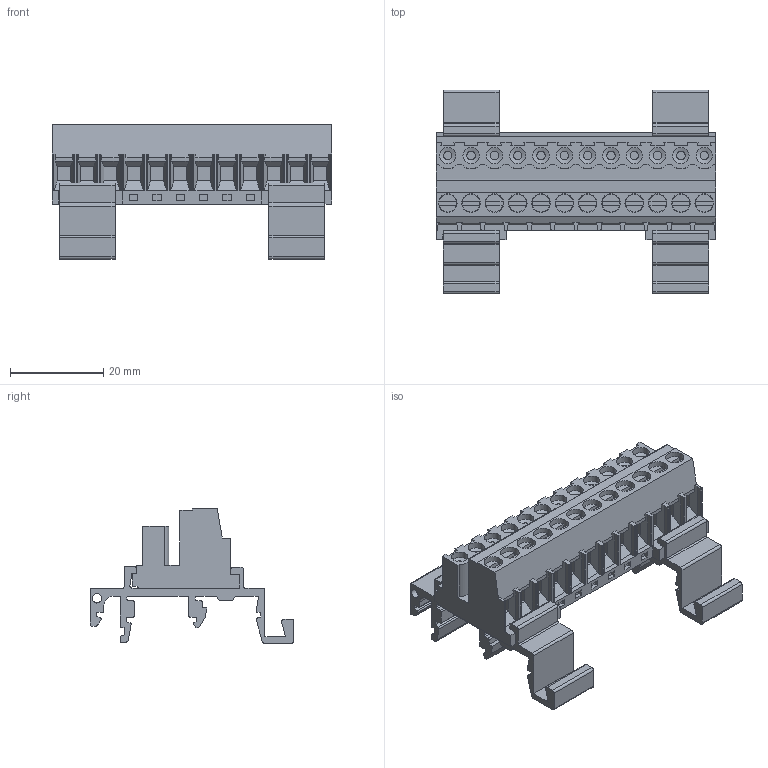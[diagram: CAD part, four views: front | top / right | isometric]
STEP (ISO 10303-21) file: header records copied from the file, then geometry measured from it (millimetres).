
FILE_DESCRIPTION(('STEP AP214'),'1');
FILE_NAME('SVR12-5-DR.stp','2021-02-15T14:31:34',(' '),(' '),'Spatial InterOp 3D',' ',' ');
FILE_SCHEMA(('AUTOMOTIVE_DESIGN { 1 0 10303 214 1 1 1 1 }'));
Length unit declared in the file: metre
Products named in the file (1): 1613404554
Bounding box: 60 x 43.7 x 28.8 mm (x, y, z)
Volume: 17634.2 mm3; surface area: 13288.3 mm2
Topology: 1 solids, 1 shells, 826 faces, 2209 edges, 1448 vertices
Faces by surface type: plane 621, cylinder 180, cone 24, extrusion 1
Full cylindrical faces by diameter (mm): 1.8 x12, 2 x2, 2.6 x12, 3.5 x12, 3.8 x12, 4 x12
Entity records: 31333 total; most frequent: CARTESIAN_POINT 4332, ORIENTED_EDGE 4162, DIRECTION 4128, EDGE_CURVE 2081, VECTOR 1684, LINE 1683, VERTEX_POINT 1406, AXIS2_PLACEMENT_3D 1222
